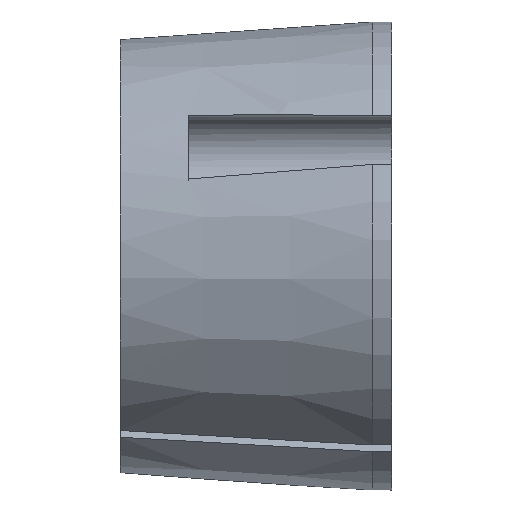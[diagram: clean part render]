
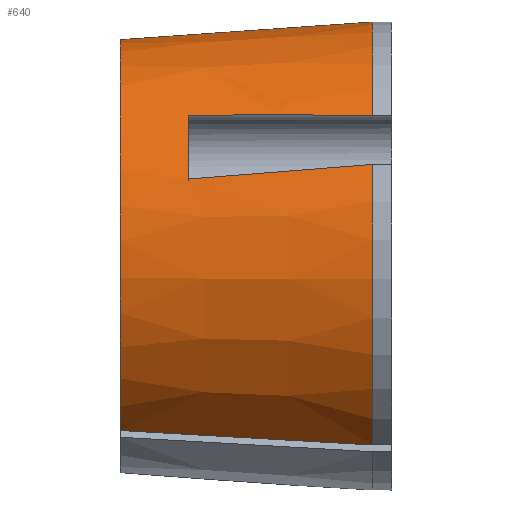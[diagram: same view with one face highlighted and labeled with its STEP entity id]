
A CAD part, front view. The second image highlights one B-rep face of the part: STEP entity #640.
In plain terms, the highlighted conical face has half-angle 4 degrees and reference radius 19.19 mm.
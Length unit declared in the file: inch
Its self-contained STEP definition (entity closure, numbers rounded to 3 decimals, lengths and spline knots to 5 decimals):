
#4 = EDGE_CURVE ( 'NONE', #273, #740, #875, .T. ) ;
#25 = CARTESIAN_POINT ( 'NONE',  ( -0.06125, 0., 0. ) ) ;
#36 = CARTESIAN_POINT ( 'NONE',  ( -0.36126, -0.57504, 0.457 ) ) ;
#42 = VERTEX_POINT ( 'NONE', #663 ) ;
#56 = CARTESIAN_POINT ( 'NONE',  ( -0.06125, -0.69489, 0.29649 ) ) ;
#58 = CARTESIAN_POINT ( 'NONE',  ( -0.06125, 0., 0.7555 ) ) ;
#66 = VERTEX_POINT ( 'NONE', #614 ) ;
#85 = CARTESIAN_POINT ( 'NONE',  ( -0.06125, 0., 0. ) ) ;
#96 = DIRECTION ( 'NONE',  ( 1., 0., 0. ) ) ;
#108 = CARTESIAN_POINT ( 'NONE',  ( -0.16115, -0.59356, 0.45611 ) ) ;
#120 = CARTESIAN_POINT ( 'NONE',  ( -0.06125, 0., 0. ) ) ;
#153 = CIRCLE ( 'NONE', #185, 0.7555 ) ;
#169 = DIRECTION ( 'NONE',  ( 0., 0., 1. ) ) ;
#185 = AXIS2_PLACEMENT_3D ( 'NONE', #120, #533, #382 ) ;
#195 = CARTESIAN_POINT ( 'NONE',  ( -0.26118, -0.58398, 0.457 ) ) ;
#210 = EDGE_CURVE ( 'NONE', #506, #273, #325, .T. ) ;
#219 = EDGE_CURVE ( 'NONE', #385, #763, #309, .T. ) ;
#248 = CONICAL_SURFACE ( 'NONE', #924, 0.7555, 0.07 ) ;
#263 = EDGE_CURVE ( 'NONE', #562, #42, #329, .T. ) ;
#267 = CARTESIAN_POINT ( 'NONE',  ( -0.06125, -0.44867, -0.60784 ) ) ;
#269 = DIRECTION ( 'NONE',  ( 0.998, 0., 0.07 ) ) ;
#270 = CARTESIAN_POINT ( 'NONE',  ( -0.55788, -0.55812, 0.4561 ) ) ;
#273 = VERTEX_POINT ( 'NONE', #595 ) ;
#309 = CIRCLE ( 'NONE', #567, 0.7555 ) ;
#325 = CIRCLE ( 'NONE', #414, 0.71389 ) ;
#329 = B_SPLINE_CURVE_WITH_KNOTS ( 'NONE', 3,
 ( #267, #706, #421, #923 ),
 .UNSPECIFIED., .F., .F.,
 ( 4, 4 ),
 ( 0., 0.02072 ),
 .UNSPECIFIED. ) ;
#359 = FACE_OUTER_BOUND ( 'NONE', #635, .T. ) ;
#372 = CARTESIAN_POINT ( 'NONE',  ( -0.45773, -0.67899, 0.26202 ) ) ;
#381 = CARTESIAN_POINT ( 'NONE',  ( -0.875, 0., 0. ) ) ;
#382 = DIRECTION ( 'NONE',  ( 0., 0., 1. ) ) ;
#385 = VERTEX_POINT ( 'NONE', #711 ) ;
#399 = CARTESIAN_POINT ( 'NONE',  ( -0.65625, 0., 0. ) ) ;
#414 = AXIS2_PLACEMENT_3D ( 'NONE', #399, #894, #471 ) ;
#417 = CARTESIAN_POINT ( 'NONE',  ( -0.06125, -0.44867, -0.60784 ) ) ;
#420 = CARTESIAN_POINT ( 'NONE',  ( -0.06125, -0.60421, 0.45355 ) ) ;
#421 = CARTESIAN_POINT ( 'NONE',  ( -0.60375, -0.42691, -0.57676 ) ) ;
#424 = VERTEX_POINT ( 'NONE', #777 ) ;
#434 = EDGE_CURVE ( 'NONE', #385, #66, #820, .T. ) ;
#443 = EDGE_CURVE ( 'NONE', #424, #763, #893, .T. ) ;
#445 = CARTESIAN_POINT ( 'NONE',  ( -0.65625, -0.6689, 0.24944 ) ) ;
#452 = DIRECTION ( 'NONE',  ( 0., 0., -1. ) ) ;
#461 = B_SPLINE_CURVE_WITH_KNOTS ( 'NONE', 3,
 ( #36, #578, #270, #782 ),
 .UNSPECIFIED., .F., .F.,
 ( 4, 4 ),
 ( 0.00766, 0.01518 ),
 .UNSPECIFIED. ) ;
#471 = DIRECTION ( 'NONE',  ( 0., 0., 1. ) ) ;
#488 = DIRECTION ( 'NONE',  ( 0., 0., 1. ) ) ;
#506 = VERTEX_POINT ( 'NONE', #908 ) ;
#524 = CARTESIAN_POINT ( 'NONE',  ( -0.16025, -0.69181, 0.28608 ) ) ;
#533 = DIRECTION ( 'NONE',  ( -1., 0., 0. ) ) ;
#547 = ORIENTED_EDGE ( 'NONE', *, *, #443, .F. ) ;
#549 = ORIENTED_EDGE ( 'NONE', *, *, #755, .F. ) ;
#562 = VERTEX_POINT ( 'NONE', #417 ) ;
#564 = AXIS2_PLACEMENT_3D ( 'NONE', #381, #874, #452 ) ;
#567 = AXIS2_PLACEMENT_3D ( 'NONE', #85, #622, #169 ) ;
#578 = CARTESIAN_POINT ( 'NONE',  ( -0.45955, -0.56626, 0.457 ) ) ;
#595 = CARTESIAN_POINT ( 'NONE',  ( -0.65625, -0.6689, 0.24944 ) ) ;
#600 = ORIENTED_EDGE ( 'NONE', *, *, #263, .F. ) ;
#614 = CARTESIAN_POINT ( 'NONE',  ( -0.36126, -0.57504, 0.457 ) ) ;
#622 = DIRECTION ( 'NONE',  ( -1., 0., 0. ) ) ;
#623 = ORIENTED_EDGE ( 'NONE', *, *, #862, .T. ) ;
#624 = ORIENTED_EDGE ( 'NONE', *, *, #4, .F. ) ;
#635 = EDGE_LOOP ( 'NONE', ( #547, #549, #600, #623, #624, #717, #737, #738, #861 ) ) ;
#640 = ADVANCED_FACE ( 'NONE', ( #359 ), #248, .T. ) ;
#644 = CARTESIAN_POINT ( 'NONE',  ( -0.06125, 0., 0.7555 ) ) ;
#663 = CARTESIAN_POINT ( 'NONE',  ( -0.875, -0.41602, -0.56121 ) ) ;
#706 = CARTESIAN_POINT ( 'NONE',  ( -0.3325, -0.43779, -0.5923 ) ) ;
#708 = CARTESIAN_POINT ( 'NONE',  ( -0.36126, -0.57504, 0.457 ) ) ;
#711 = CARTESIAN_POINT ( 'NONE',  ( -0.06125, -0.60421, 0.45355 ) ) ;
#717 = ORIENTED_EDGE ( 'NONE', *, *, #210, .F. ) ;
#737 = ORIENTED_EDGE ( 'NONE', *, *, #879, .F. ) ;
#738 = ORIENTED_EDGE ( 'NONE', *, *, #434, .F. ) ;
#740 = VERTEX_POINT ( 'NONE', #943 ) ;
#743 = CIRCLE ( 'NONE', #564, 0.6986 ) ;
#755 = EDGE_CURVE ( 'NONE', #42, #424, #743, .T. ) ;
#763 = VERTEX_POINT ( 'NONE', #58 ) ;
#777 = CARTESIAN_POINT ( 'NONE',  ( -0.875, 0., 0.6986 ) ) ;
#782 = CARTESIAN_POINT ( 'NONE',  ( -0.65625, -0.55047, 0.45456 ) ) ;
#820 = B_SPLINE_CURVE_WITH_KNOTS ( 'NONE', 3,
 ( #420, #108, #195, #708 ),
 .UNSPECIFIED., .F., .F.,
 ( 4, 4 ),
 ( 0., 0.00766 ),
 .UNSPECIFIED. ) ;
#861 = ORIENTED_EDGE ( 'NONE', *, *, #219, .T. ) ;
#862 = EDGE_CURVE ( 'NONE', #562, #740, #153, .T. ) ;
#870 = VECTOR ( 'NONE', #269, 39.37008 ) ;
#871 = CARTESIAN_POINT ( 'NONE',  ( -0.55698, -0.6741, 0.25536 ) ) ;
#874 = DIRECTION ( 'NONE',  ( -1., 0., 0. ) ) ;
#875 = B_SPLINE_CURVE_WITH_KNOTS ( 'NONE', 3,
 ( #445, #871, #372, #941, #524, #56 ),
 .UNSPECIFIED., .F., .F.,
 ( 4, 2, 4 ),
 ( 0., 0.00759, 0.01518 ),
 .UNSPECIFIED. ) ;
#879 = EDGE_CURVE ( 'NONE', #66, #506, #461, .T. ) ;
#893 = LINE ( 'NONE', #644, #870 ) ;
#894 = DIRECTION ( 'NONE',  ( 1., 0., 0. ) ) ;
#908 = CARTESIAN_POINT ( 'NONE',  ( -0.65625, -0.55047, 0.45456 ) ) ;
#923 = CARTESIAN_POINT ( 'NONE',  ( -0.875, -0.41602, -0.56121 ) ) ;
#924 = AXIS2_PLACEMENT_3D ( 'NONE', #25, #96, #488 ) ;
#941 = CARTESIAN_POINT ( 'NONE',  ( -0.25936, -0.68784, 0.2774 ) ) ;
#943 = CARTESIAN_POINT ( 'NONE',  ( -0.06125, -0.69489, 0.29649 ) ) ;
